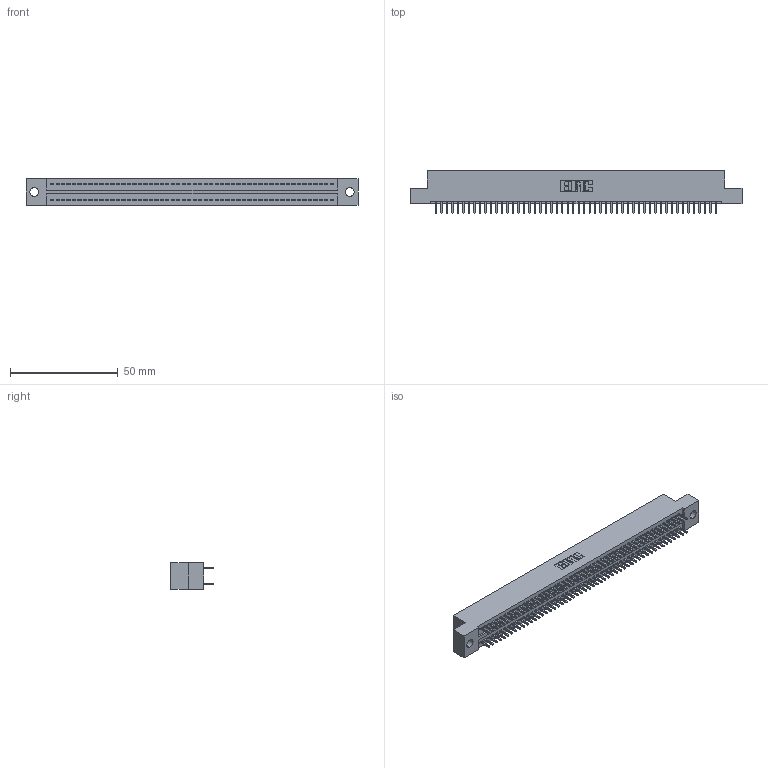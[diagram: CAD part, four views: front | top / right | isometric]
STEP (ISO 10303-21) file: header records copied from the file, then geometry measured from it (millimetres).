
FILE_DESCRIPTION (( 'STEP AP203' ), '1' );
FILE_NAME ('325-104-520-209.STEP', '2020-02-25T07:04:07', ( '' ), ( '' ), 'SwSTEP 2.0', 'SolidWorks 2016', '' );
FILE_SCHEMA (( 'CONFIG_CONTROL_DESIGN' ));
Length unit declared in the file: inch
Products named in the file (3): 325-292-001_325-293-120; 325-104-520-209; 325 Part_.160 TH
Assembly tree (105 placements, depth 2):
  325-104-520-209
    325 Part_.160 TH
    325-292-001_325-293-120  x104
Bounding box: 153.8 x 19.68 x 12.45 mm (x, y, z)
Volume: 19697.9 mm3; surface area: 23789.1 mm2
Topology: 105 solids, 105 shells, 5522 faces, 16431 edges, 10814 vertices
Faces by surface type: plane 3814, cylinder 1708
Entity records: 32181 total; most frequent: CARTESIAN_POINT 5322, ORIENTED_EDGE 5258, DIRECTION 4529, EDGE_CURVE 2629, LINE 2501, VECTOR 2501, VERTEX_POINT 1750, AXIS2_PLACEMENT_3D 1014
